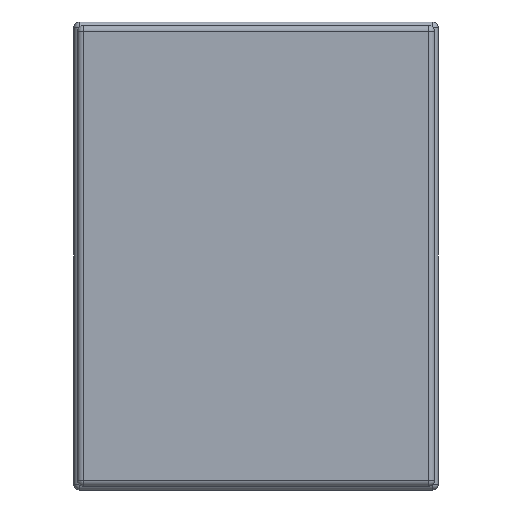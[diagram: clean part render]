
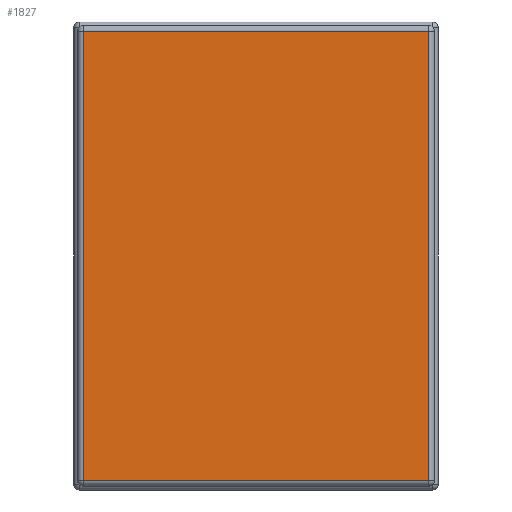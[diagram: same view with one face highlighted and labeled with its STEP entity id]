
A CAD part, front view. The second image highlights one B-rep face of the part: STEP entity #1827.
In plain terms, the highlighted face is planar.
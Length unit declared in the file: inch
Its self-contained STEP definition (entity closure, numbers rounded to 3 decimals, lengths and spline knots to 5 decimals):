
#113=PLANE('',#2026);
#177=LINE('',#2924,#310);
#181=LINE('',#2940,#314);
#183=LINE('',#2943,#316);
#185=LINE('',#2946,#318);
#310=VECTOR('',#2293,0.3937);
#314=VECTOR('',#2311,0.3937);
#316=VECTOR('',#2315,0.3937);
#318=VECTOR('',#2319,0.3937);
#485=FACE_OUTER_BOUND('',#608,.T.);
#608=EDGE_LOOP('',(#1332,#1333,#1334,#1335));
#842=VERTEX_POINT('',#2886);
#847=VERTEX_POINT('',#2899);
#852=VERTEX_POINT('',#2912);
#857=VERTEX_POINT('',#2928);
#1026=EDGE_CURVE('',#842,#852,#177,.T.);
#1034=EDGE_CURVE('',#852,#857,#181,.T.);
#1036=EDGE_CURVE('',#857,#847,#183,.T.);
#1038=EDGE_CURVE('',#847,#842,#185,.T.);
#1332=ORIENTED_EDGE('',*,*,#1026,.F.);
#1333=ORIENTED_EDGE('',*,*,#1038,.F.);
#1334=ORIENTED_EDGE('',*,*,#1036,.F.);
#1335=ORIENTED_EDGE('',*,*,#1034,.F.);
#1827=ADVANCED_FACE('',(#485),#113,.T.);
#2026=AXIS2_PLACEMENT_3D('',#2955,#2331,#2332);
#2293=DIRECTION('',(0.,0.,1.));
#2311=DIRECTION('',(-1.,0.,0.));
#2315=DIRECTION('',(0.,0.,-1.));
#2319=DIRECTION('',(1.,0.,0.));
#2331=DIRECTION('center_axis',(0.,1.,0.));
#2332=DIRECTION('ref_axis',(0.,0.,1.));
#2886=CARTESIAN_POINT('',(-0.25,1.,-19.75));
#2899=CARTESIAN_POINT('',(-15.25,1.,-19.75));
#2912=CARTESIAN_POINT('',(-0.25,1.,-0.25));
#2924=CARTESIAN_POINT('',(-0.25,1.,-5.));
#2928=CARTESIAN_POINT('',(-15.25,1.,-0.25));
#2940=CARTESIAN_POINT('',(-11.625,1.,-0.25));
#2943=CARTESIAN_POINT('',(-15.25,1.,-15.));
#2946=CARTESIAN_POINT('',(-3.875,1.,-19.75));
#2955=CARTESIAN_POINT('Origin',(-7.75,1.,-10.));
